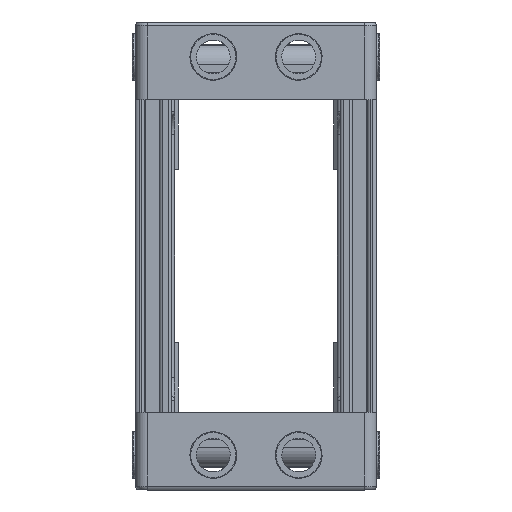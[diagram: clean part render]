
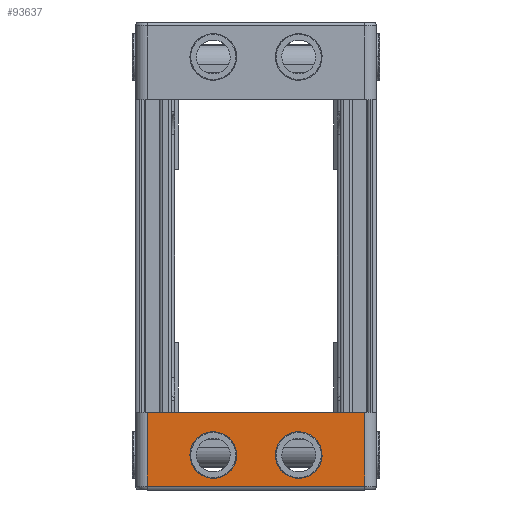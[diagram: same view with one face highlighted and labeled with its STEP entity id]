
A CAD part, left-side view. The second image highlights one B-rep face of the part: STEP entity #93637.
In plain terms, the highlighted planar face has unit normal (-1, 0, 0).
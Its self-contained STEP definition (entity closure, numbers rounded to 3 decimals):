
#142 = CARTESIAN_POINT ( 'NONE',  ( -221.003, 31., -193.48 ) ) ;
#3606 = EDGE_CURVE ( 'NONE', #111902, #48288, #28834, .T. ) ;
#4457 = EDGE_CURVE ( 'NONE', #86311, #48288, #85637, .T. ) ;
#5131 = FACE_BOUND ( 'NONE', #75961, .T. ) ;
#7241 = CARTESIAN_POINT ( 'NONE',  ( -221.003, -11., -185.48 ) ) ;
#10061 = CARTESIAN_POINT ( 'NONE',  ( -221.003, 11., -191.48 ) ) ;
#12882 = FACE_OUTER_BOUND ( 'NONE', #84826, .T. ) ;
#14484 = CIRCLE ( 'NONE', #88464, 6. ) ;
#14844 = VECTOR ( 'NONE', #24974, 1000. ) ;
#15266 = CARTESIAN_POINT ( 'NONE',  ( -221.003, -28., -194.48 ) ) ;
#16017 = DIRECTION ( 'NONE',  ( 0., 0., -1. ) ) ;
#18773 = DIRECTION ( 'NONE',  ( 1., 0., 0. ) ) ;
#19420 = CARTESIAN_POINT ( 'NONE',  ( -221.003, -28., -193.48 ) ) ;
#20714 = VECTOR ( 'NONE', #106442, 1000. ) ;
#21180 = DIRECTION ( 'NONE',  ( 0., 0., -1. ) ) ;
#21441 = ORIENTED_EDGE ( 'NONE', *, *, #105332, .T. ) ;
#24974 = DIRECTION ( 'NONE',  ( 0., 1., 0. ) ) ;
#28238 = ORIENTED_EDGE ( 'NONE', *, *, #87308, .T. ) ;
#28834 = LINE ( 'NONE', #103694, #96878 ) ;
#29827 = EDGE_CURVE ( 'NONE', #110371, #90352, #14484, .T. ) ;
#31258 = CARTESIAN_POINT ( 'NONE',  ( -221.003, -11., -185.48 ) ) ;
#31463 = PLANE ( 'NONE',  #93097 ) ;
#31608 = AXIS2_PLACEMENT_3D ( 'NONE', #7241, #32833, #69694 ) ;
#32830 = EDGE_CURVE ( 'NONE', #78388, #111902, #34604, .T. ) ;
#32833 = DIRECTION ( 'NONE',  ( 1., 0., 0. ) ) ;
#33448 = CARTESIAN_POINT ( 'NONE',  ( -221.003, -28., -174.48 ) ) ;
#34604 = LINE ( 'NONE', #142, #20714 ) ;
#34722 = DIRECTION ( 'NONE',  ( 1., 0., 0. ) ) ;
#36968 = DIRECTION ( 'NONE',  ( 0., 0., 1. ) ) ;
#40521 = CIRCLE ( 'NONE', #94380, 6. ) ;
#48288 = VERTEX_POINT ( 'NONE', #104259 ) ;
#48888 = DIRECTION ( 'NONE',  ( 0., 0., -1. ) ) ;
#51096 = CIRCLE ( 'NONE', #87942, 6. ) ;
#56210 = VERTEX_POINT ( 'NONE', #84999 ) ;
#56261 = ORIENTED_EDGE ( 'NONE', *, *, #3606, .F. ) ;
#58363 = ORIENTED_EDGE ( 'NONE', *, *, #4457, .T. ) ;
#62088 = FACE_BOUND ( 'NONE', #101250, .T. ) ;
#63115 = ORIENTED_EDGE ( 'NONE', *, *, #102237, .T. ) ;
#63757 = VERTEX_POINT ( 'NONE', #80916 ) ;
#69694 = DIRECTION ( 'NONE',  ( 0., 0., -1. ) ) ;
#70058 = CARTESIAN_POINT ( 'NONE',  ( -221.003, 11., -185.48 ) ) ;
#71913 = CARTESIAN_POINT ( 'NONE',  ( -221.003, 11., -185.48 ) ) ;
#74365 = DIRECTION ( 'NONE',  ( 1., 0., 0. ) ) ;
#75312 = CARTESIAN_POINT ( 'NONE',  ( -221.003, 28., -193.48 ) ) ;
#75961 = EDGE_LOOP ( 'NONE', ( #28238, #21441 ) ) ;
#76647 = CARTESIAN_POINT ( 'NONE',  ( -221.003, 31., -174.48 ) ) ;
#77306 = DIRECTION ( 'NONE',  ( 0., 0., 1. ) ) ;
#78388 = VERTEX_POINT ( 'NONE', #19420 ) ;
#80012 = LINE ( 'NONE', #15266, #86912 ) ;
#80916 = CARTESIAN_POINT ( 'NONE',  ( -221.003, -11., -179.48 ) ) ;
#81859 = EDGE_CURVE ( 'NONE', #86311, #78388, #80012, .T. ) ;
#84649 = DIRECTION ( 'NONE',  ( -1., 0., 0. ) ) ;
#84826 = EDGE_LOOP ( 'NONE', ( #88824, #58363, #56261, #92847 ) ) ;
#84999 = CARTESIAN_POINT ( 'NONE',  ( -221.003, -11., -191.48 ) ) ;
#85637 = LINE ( 'NONE', #76647, #14844 ) ;
#86311 = VERTEX_POINT ( 'NONE', #33448 ) ;
#86912 = VECTOR ( 'NONE', #16017, 1000. ) ;
#87308 = EDGE_CURVE ( 'NONE', #56210, #63757, #107400, .T. ) ;
#87942 = AXIS2_PLACEMENT_3D ( 'NONE', #31258, #74365, #21180 ) ;
#88464 = AXIS2_PLACEMENT_3D ( 'NONE', #71913, #18773, #36968 ) ;
#88824 = ORIENTED_EDGE ( 'NONE', *, *, #81859, .F. ) ;
#90352 = VERTEX_POINT ( 'NONE', #10061 ) ;
#92847 = ORIENTED_EDGE ( 'NONE', *, *, #32830, .F. ) ;
#93097 = AXIS2_PLACEMENT_3D ( 'NONE', #102124, #84649, #48888 ) ;
#93637 = ADVANCED_FACE ( 'NONE', ( #5131, #62088, #12882 ), #31463, .T. ) ;
#94380 = AXIS2_PLACEMENT_3D ( 'NONE', #70058, #34722, #105046 ) ;
#96878 = VECTOR ( 'NONE', #77306, 1000. ) ;
#101250 = EDGE_LOOP ( 'NONE', ( #63115, #109291 ) ) ;
#102124 = CARTESIAN_POINT ( 'NONE',  ( -221.003, 31., -284.905 ) ) ;
#102237 = EDGE_CURVE ( 'NONE', #90352, #110371, #40521, .T. ) ;
#102571 = CARTESIAN_POINT ( 'NONE',  ( -221.003, 11., -179.48 ) ) ;
#103694 = CARTESIAN_POINT ( 'NONE',  ( -221.003, 28., -174.48 ) ) ;
#104259 = CARTESIAN_POINT ( 'NONE',  ( -221.003, 28., -174.48 ) ) ;
#105046 = DIRECTION ( 'NONE',  ( 0., 0., 1. ) ) ;
#105332 = EDGE_CURVE ( 'NONE', #63757, #56210, #51096, .T. ) ;
#106442 = DIRECTION ( 'NONE',  ( 0., 1., 0. ) ) ;
#107400 = CIRCLE ( 'NONE', #31608, 6. ) ;
#109291 = ORIENTED_EDGE ( 'NONE', *, *, #29827, .T. ) ;
#110371 = VERTEX_POINT ( 'NONE', #102571 ) ;
#111902 = VERTEX_POINT ( 'NONE', #75312 ) ;
